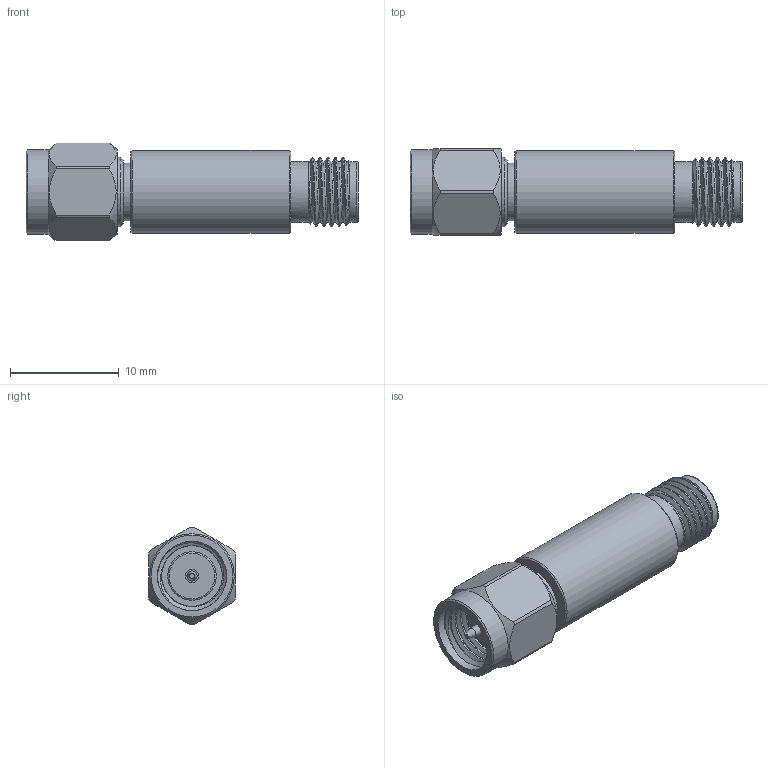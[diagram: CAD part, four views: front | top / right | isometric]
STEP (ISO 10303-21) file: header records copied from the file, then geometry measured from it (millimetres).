
FILE_DESCRIPTION (( 'STEP AP203' ), '1' );
FILE_NAME ('SD3461_3D.step', '2022-08-03T15:44:43', ( '' ), ( '' ), 'SwSTEP 2.0', 'SolidWorks 2021', '' );
FILE_SCHEMA (( 'CONFIG_CONTROL_DESIGN' ));
Length unit declared in the file: inch
Products named in the file (1): SD3461_3D
Bounding box: 30.48 x 7.94 x 8.99 mm (x, y, z)
Volume: 1157.3 mm3; surface area: 1155.8 mm2
Topology: 1 solids, 1 shells, 76 faces, 192 edges, 129 vertices
Faces by surface type: plane 27, cylinder 27, cone 14, bspline 7, torus 1
Full cylindrical faces by diameter (mm): 0.94 x2, 1.194 x2, 4.445 x1, 4.572 x1, 5.297 x1, 5.582 x2, 6.35 x7, 6.604 x1, 7.62 x1, 7.762 x1
Entity records: 5059 total; most frequent: CARTESIAN_POINT 3496, ORIENTED_EDGE 306, DIRECTION 272, EDGE_CURVE 153, AXIS2_PLACEMENT_3D 122, VERTEX_POINT 121, EDGE_LOOP 106, FACE_OUTER_BOUND 86
